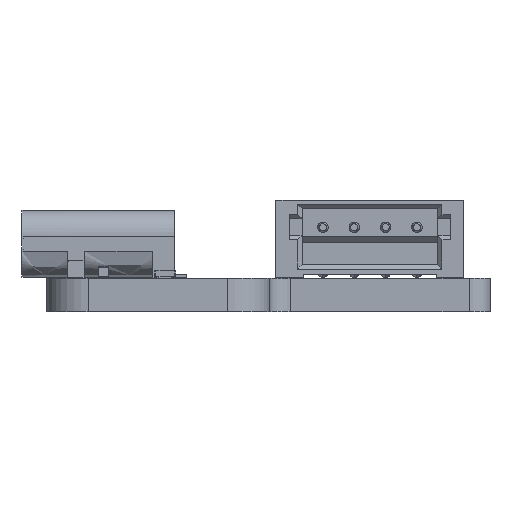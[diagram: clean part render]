
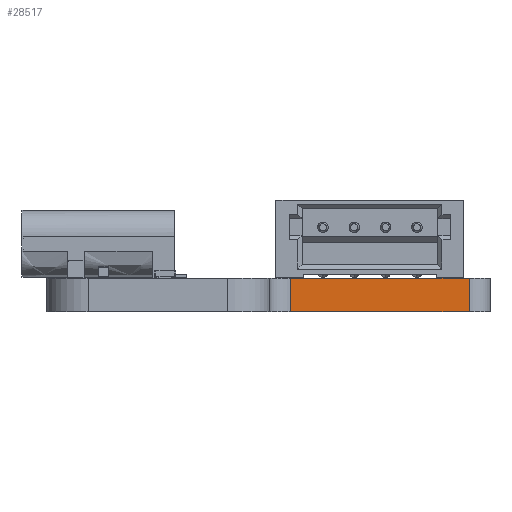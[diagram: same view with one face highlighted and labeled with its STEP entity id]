
A CAD part, left-side view. The second image highlights one B-rep face of the part: STEP entity #28517.
In plain terms, the highlighted planar face has unit normal (-1, 0, 0).
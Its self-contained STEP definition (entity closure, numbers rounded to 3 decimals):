
#26675 = PLANE('',#26676);
#26676 = AXIS2_PLACEMENT_3D('',#26677,#26678,#26679);
#26677 = CARTESIAN_POINT('',(107.204,-59.599,1.6));
#26678 = DIRECTION('',(0.,0.,1.));
#26679 = DIRECTION('',(1.,0.,-0.));
#26730 = PLANE('',#26731);
#26731 = AXIS2_PLACEMENT_3D('',#26732,#26733,#26734);
#26732 = CARTESIAN_POINT('',(107.204,-59.599,0.));
#26733 = DIRECTION('',(0.,0.,1.));
#26734 = DIRECTION('',(1.,0.,-0.));
#26839 = CYLINDRICAL_SURFACE('',#26840,1.);
#26840 = AXIS2_PLACEMENT_3D('',#26841,#26842,#26843);
#26841 = CARTESIAN_POINT('',(119.47,-63.75,0.));
#26842 = DIRECTION('',(-0.,-0.,-1.));
#26843 = DIRECTION('',(1.,0.,-0.));
#26900 = VERTEX_POINT('',#26901);
#26901 = CARTESIAN_POINT('',(120.47,-63.75,0.));
#26923 = EDGE_CURVE('',#26924,#26900,#26926,.T.);
#26924 = VERTEX_POINT('',#26925);
#26925 = CARTESIAN_POINT('',(120.47,-72.313,0.));
#26926 = SURFACE_CURVE('',#26927,(#26931,#26938),.PCURVE_S1.);
#26927 = LINE('',#26928,#26929);
#26928 = CARTESIAN_POINT('',(120.47,-72.313,0.));
#26929 = VECTOR('',#26930,1.);
#26930 = DIRECTION('',(0.,1.,0.));
#26931 = PCURVE('',#26730,#26932);
#26932 = DEFINITIONAL_REPRESENTATION('',(#26933),#26937);
#26933 = LINE('',#26934,#26935);
#26934 = CARTESIAN_POINT('',(13.265,-12.713));
#26935 = VECTOR('',#26936,1.);
#26936 = DIRECTION('',(0.,1.));
#26937 = ( GEOMETRIC_REPRESENTATION_CONTEXT(2) 
PARAMETRIC_REPRESENTATION_CONTEXT() REPRESENTATION_CONTEXT('2D SPACE',''
  ) );
#26938 = PCURVE('',#26939,#26944);
#26939 = PLANE('',#26940);
#26940 = AXIS2_PLACEMENT_3D('',#26941,#26942,#26943);
#26941 = CARTESIAN_POINT('',(120.47,-72.313,0.));
#26942 = DIRECTION('',(-1.,0.,0.));
#26943 = DIRECTION('',(0.,1.,0.));
#26944 = DEFINITIONAL_REPRESENTATION('',(#26945),#26949);
#26945 = LINE('',#26946,#26947);
#26946 = CARTESIAN_POINT('',(0.,0.));
#26947 = VECTOR('',#26948,1.);
#26948 = DIRECTION('',(1.,0.));
#26949 = ( GEOMETRIC_REPRESENTATION_CONTEXT(2) 
PARAMETRIC_REPRESENTATION_CONTEXT() REPRESENTATION_CONTEXT('2D SPACE',''
  ) );
#26968 = CYLINDRICAL_SURFACE('',#26969,1.001);
#26969 = AXIS2_PLACEMENT_3D('',#26970,#26971,#26972);
#26970 = CARTESIAN_POINT('',(121.47,-72.312,0.));
#26971 = DIRECTION('',(-0.,-0.,-1.));
#26972 = DIRECTION('',(1.,0.,-0.));
#27739 = VERTEX_POINT('',#27740);
#27740 = CARTESIAN_POINT('',(120.47,-63.75,1.6));
#27762 = EDGE_CURVE('',#27763,#27739,#27765,.T.);
#27763 = VERTEX_POINT('',#27764);
#27764 = CARTESIAN_POINT('',(120.47,-72.313,1.6));
#27765 = SURFACE_CURVE('',#27766,(#27770,#27777),.PCURVE_S1.);
#27766 = LINE('',#27767,#27768);
#27767 = CARTESIAN_POINT('',(120.47,-72.313,1.6));
#27768 = VECTOR('',#27769,1.);
#27769 = DIRECTION('',(0.,1.,0.));
#27770 = PCURVE('',#26675,#27771);
#27771 = DEFINITIONAL_REPRESENTATION('',(#27772),#27776);
#27772 = LINE('',#27773,#27774);
#27773 = CARTESIAN_POINT('',(13.265,-12.713));
#27774 = VECTOR('',#27775,1.);
#27775 = DIRECTION('',(0.,1.));
#27776 = ( GEOMETRIC_REPRESENTATION_CONTEXT(2) 
PARAMETRIC_REPRESENTATION_CONTEXT() REPRESENTATION_CONTEXT('2D SPACE',''
  ) );
#27777 = PCURVE('',#26939,#27778);
#27778 = DEFINITIONAL_REPRESENTATION('',(#27779),#27783);
#27779 = LINE('',#27780,#27781);
#27780 = CARTESIAN_POINT('',(0.,-1.6));
#27781 = VECTOR('',#27782,1.);
#27782 = DIRECTION('',(1.,0.));
#27783 = ( GEOMETRIC_REPRESENTATION_CONTEXT(2) 
PARAMETRIC_REPRESENTATION_CONTEXT() REPRESENTATION_CONTEXT('2D SPACE',''
  ) );
#28467 = EDGE_CURVE('',#26900,#27739,#28468,.T.);
#28468 = SURFACE_CURVE('',#28469,(#28473,#28480),.PCURVE_S1.);
#28469 = LINE('',#28470,#28471);
#28470 = CARTESIAN_POINT('',(120.47,-63.75,0.));
#28471 = VECTOR('',#28472,1.);
#28472 = DIRECTION('',(0.,0.,1.));
#28473 = PCURVE('',#26839,#28474);
#28474 = DEFINITIONAL_REPRESENTATION('',(#28475),#28479);
#28475 = LINE('',#28476,#28477);
#28476 = CARTESIAN_POINT('',(-0.,0.));
#28477 = VECTOR('',#28478,1.);
#28478 = DIRECTION('',(-0.,-1.));
#28479 = ( GEOMETRIC_REPRESENTATION_CONTEXT(2) 
PARAMETRIC_REPRESENTATION_CONTEXT() REPRESENTATION_CONTEXT('2D SPACE',''
  ) );
#28480 = PCURVE('',#26939,#28481);
#28481 = DEFINITIONAL_REPRESENTATION('',(#28482),#28486);
#28482 = LINE('',#28483,#28484);
#28483 = CARTESIAN_POINT('',(8.563,0.));
#28484 = VECTOR('',#28485,1.);
#28485 = DIRECTION('',(0.,-1.));
#28486 = ( GEOMETRIC_REPRESENTATION_CONTEXT(2) 
PARAMETRIC_REPRESENTATION_CONTEXT() REPRESENTATION_CONTEXT('2D SPACE',''
  ) );
#28517 = ADVANCED_FACE('',(#28518),#26939,.T.);
#28518 = FACE_BOUND('',#28519,.T.);
#28519 = EDGE_LOOP('',(#28520,#28541,#28542,#28543));
#28520 = ORIENTED_EDGE('',*,*,#28521,.T.);
#28521 = EDGE_CURVE('',#26924,#27763,#28522,.T.);
#28522 = SURFACE_CURVE('',#28523,(#28527,#28534),.PCURVE_S1.);
#28523 = LINE('',#28524,#28525);
#28524 = CARTESIAN_POINT('',(120.47,-72.313,0.));
#28525 = VECTOR('',#28526,1.);
#28526 = DIRECTION('',(0.,0.,1.));
#28527 = PCURVE('',#26939,#28528);
#28528 = DEFINITIONAL_REPRESENTATION('',(#28529),#28533);
#28529 = LINE('',#28530,#28531);
#28530 = CARTESIAN_POINT('',(0.,0.));
#28531 = VECTOR('',#28532,1.);
#28532 = DIRECTION('',(0.,-1.));
#28533 = ( GEOMETRIC_REPRESENTATION_CONTEXT(2) 
PARAMETRIC_REPRESENTATION_CONTEXT() REPRESENTATION_CONTEXT('2D SPACE',''
  ) );
#28534 = PCURVE('',#26968,#28535);
#28535 = DEFINITIONAL_REPRESENTATION('',(#28536),#28540);
#28536 = LINE('',#28537,#28538);
#28537 = CARTESIAN_POINT('',(-3.142,0.));
#28538 = VECTOR('',#28539,1.);
#28539 = DIRECTION('',(-0.,-1.));
#28540 = ( GEOMETRIC_REPRESENTATION_CONTEXT(2) 
PARAMETRIC_REPRESENTATION_CONTEXT() REPRESENTATION_CONTEXT('2D SPACE',''
  ) );
#28541 = ORIENTED_EDGE('',*,*,#27762,.T.);
#28542 = ORIENTED_EDGE('',*,*,#28467,.F.);
#28543 = ORIENTED_EDGE('',*,*,#26923,.F.);
